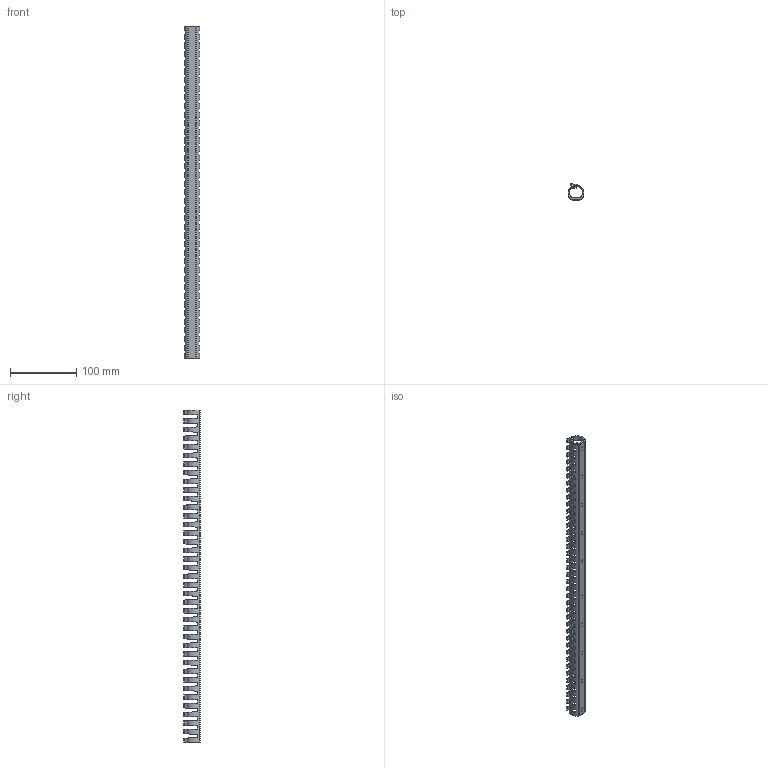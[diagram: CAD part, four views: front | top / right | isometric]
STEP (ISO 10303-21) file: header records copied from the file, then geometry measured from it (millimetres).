
FILE_DESCRIPTION (( 'STEP AP214' ), '1' );
FILE_NAME ('6132604.stp', '2023-02-10T12:21:38', ( '' ), ( '' ), 'SwSTEP 2.0', 'SolidWorks 2022', '' );
FILE_SCHEMA (( 'AUTOMOTIVE_DESIGN' ));
Length unit declared in the file: millimetre
Products named in the file (3): 219951; 6132604; 219831_B=12mm
Assembly tree (2 placements, depth 2):
  6132604
    219951
    219831_B=12mm
Bounding box: 23.99 x 24.1 x 500 mm (x, y, z)
Volume: 51988.5 mm3; surface area: 72639.9 mm2
Topology: 2 solids, 2 shells, 871 faces, 2601 edges, 1734 vertices
Faces by surface type: plane 531, cylinder 340
Entity records: 28877 total; most frequent: CARTESIAN_POINT 7947, ORIENTED_EDGE 5202, DIRECTION 3513, EDGE_CURVE 2601, VERTEX_POINT 1734, LINE 1617, VECTOR 1617, AXIS2_PLACEMENT_3D 948
